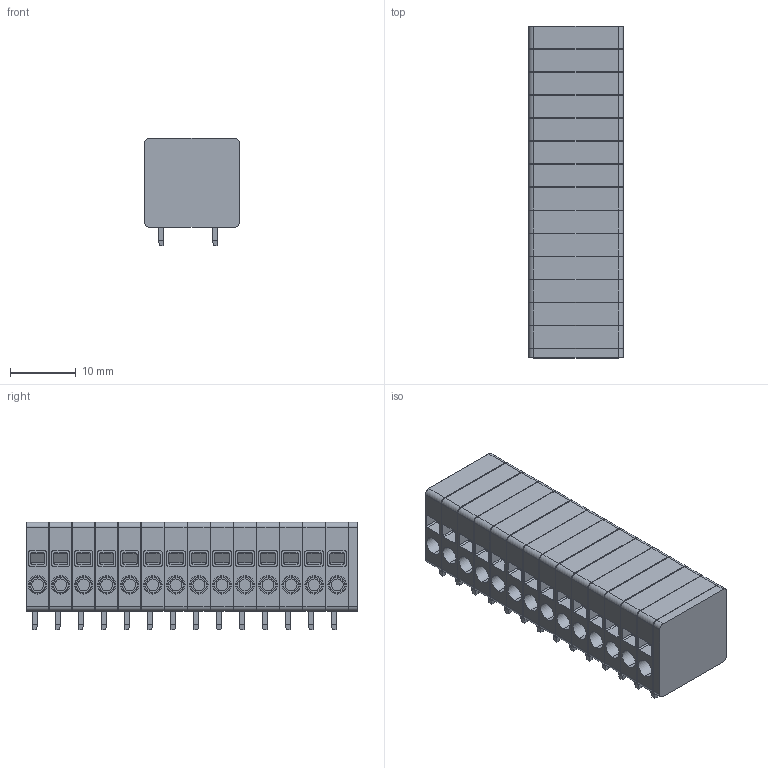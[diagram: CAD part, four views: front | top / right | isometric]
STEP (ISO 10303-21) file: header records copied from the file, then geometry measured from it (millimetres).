
FILE_DESCRIPTION (( 'STEP AP214' ), '1' );
FILE_NAME ('KF205R-3.5-14P.STEP', '2023-04-11T01:54:35', ( '' ), ( '' ), 'SwSTEP 2.0', 'SolidWorks 2022', '' );
FILE_SCHEMA (( 'AUTOMOTIVE_DESIGN' ));
Length unit declared in the file: millimetre
Products named in the file (3): KF205R; KF205R-3.5-14P; KF205R 端盖
Assembly tree (15 placements, depth 2):
  KF205R-3.5-14P
    KF205R  x14
    KF205R 端盖
Bounding box: 14.4 x 50.4 x 16.3 mm (x, y, z)
Volume: 8716.9 mm3; surface area: 12464.5 mm2
Topology: 15 solids, 15 shells, 1130 faces, 2712 edges, 1696 vertices
Faces by surface type: plane 734, cylinder 284, cone 112
Entity records: 3099 total; most frequent: CARTESIAN_POINT 484, DIRECTION 480, ORIENTED_EDGE 432, EDGE_CURVE 216, AXIS2_PLACEMENT_3D 164, LINE 152, VECTOR 152, VERTEX_POINT 136
